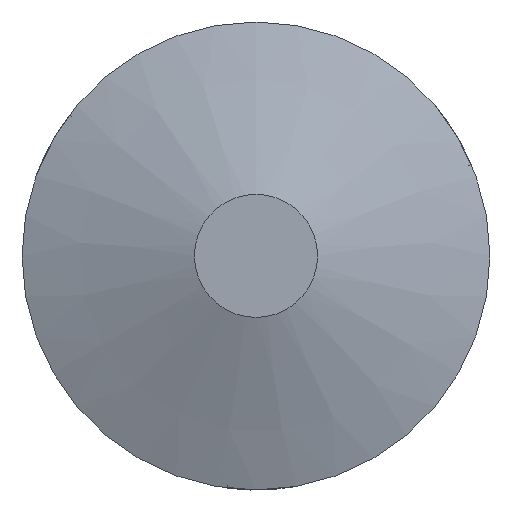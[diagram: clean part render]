
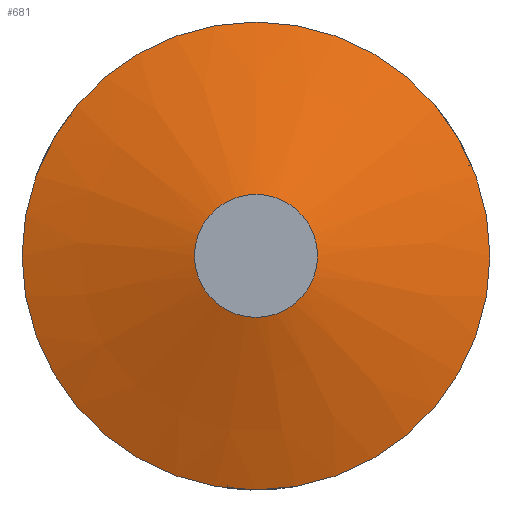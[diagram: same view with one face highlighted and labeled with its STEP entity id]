
A CAD part, top view. The second image highlights one B-rep face of the part: STEP entity #681.
In plain terms, the highlighted conical face has half-angle 70.346 degrees and reference radius 19 mm.
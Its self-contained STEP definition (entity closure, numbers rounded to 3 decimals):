
#72=FACE_OUTER_BOUND('',#120,.T.);
#120=EDGE_LOOP('',(#498,#499,#500,#501));
#167=LINE('',#1112,#222);
#222=VECTOR('',#878,19.);
#283=CIRCLE('',#755,19.);
#285=CIRCLE('',#758,5.);
#329=VERTEX_POINT('',#1104);
#331=VERTEX_POINT('',#1109);
#393=EDGE_CURVE('',#329,#329,#283,.T.);
#395=EDGE_CURVE('',#331,#331,#285,.T.);
#396=EDGE_CURVE('',#331,#329,#167,.T.);
#498=ORIENTED_EDGE('',*,*,#395,.T.);
#499=ORIENTED_EDGE('',*,*,#396,.T.);
#500=ORIENTED_EDGE('',*,*,#393,.T.);
#501=ORIENTED_EDGE('',*,*,#396,.F.);
#675=CONICAL_SURFACE('',#759,19.,1.228);
#681=ADVANCED_FACE('',(#72),#675,.T.);
#755=AXIS2_PLACEMENT_3D('',#1105,#868,#869);
#758=AXIS2_PLACEMENT_3D('',#1110,#874,#875);
#759=AXIS2_PLACEMENT_3D('',#1111,#876,#877);
#868=DIRECTION('center_axis',(0.,0.,1.));
#869=DIRECTION('ref_axis',(-1.,0.,0.));
#874=DIRECTION('center_axis',(0.,0.,-1.));
#875=DIRECTION('ref_axis',(1.,0.,0.));
#876=DIRECTION('center_axis',(0.,0.,-1.));
#877=DIRECTION('ref_axis',(0.,-1.,0.));
#878=DIRECTION('',(0.,0.942,-0.336));
#1104=CARTESIAN_POINT('',(0.,19.001,13.));
#1105=CARTESIAN_POINT('Origin',(0.,0.001,
13.));
#1109=CARTESIAN_POINT('',(0.,5.,18.));
#1110=CARTESIAN_POINT('Origin',(0.,0.,18.));
#1111=CARTESIAN_POINT('Origin',(0.,0.,
13.));
#1112=CARTESIAN_POINT('',(0.,19.,13.));
